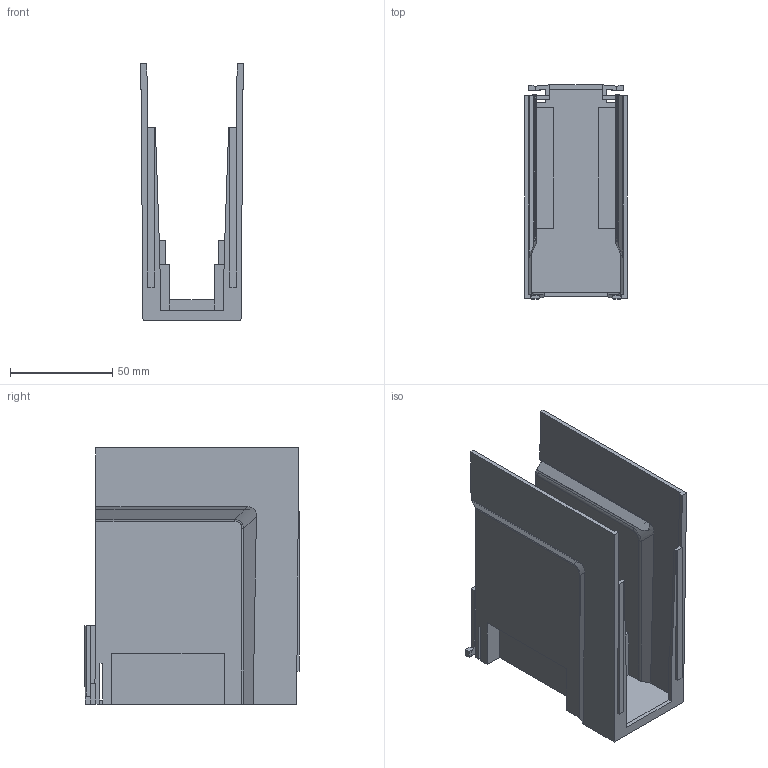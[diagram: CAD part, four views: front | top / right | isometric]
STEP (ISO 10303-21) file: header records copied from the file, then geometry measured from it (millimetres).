
FILE_DESCRIPTION((''),'2;1');
FILE_NAME('L8551087_HA-SL00_185_ASM','2021-04-15T',('marketing.praksa'),('Audax d.o.o.'),'CREO PARAMETRIC BY PTC INC, 2017480','CREO PARAMETRIC BY PTC INC, 2017480','');
FILE_SCHEMA(('AUTOMOTIVE_DESIGN { 1 0 10303 214 1 1 1 1 }'));
Products named in the file (3): PRT0137; PRT8782; L8551087_HA-SL00_185_ASM
Assembly tree (2 placements, depth 2):
  L8551087_HA-SL00_185_ASM
    PRT0137
    PRT8782
Bounding box: 50.19 x 104.9 x 125.5 mm (x, y, z)
Volume: 64228.1 mm3; surface area: 67895.5 mm2
Topology: 4 solids, 4 shells, 264 faces, 767 edges, 511 vertices
Faces by surface type: plane 196, cylinder 64, bspline 4
Entity records: 13473 total; most frequent: CARTESIAN_POINT 2127, ORIENTED_EDGE 1534, DIRECTION 1294, PRESENTATION_STYLE_ASSIGNMENT 1035, STYLED_ITEM 1035, CURVE_STYLE 767, EDGE_CURVE 767, VECTOR 616
